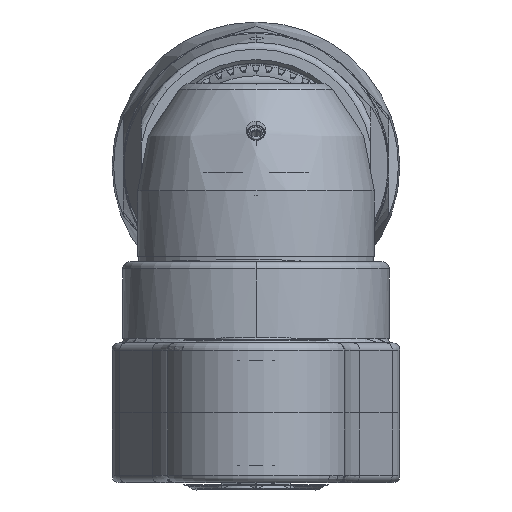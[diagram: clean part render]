
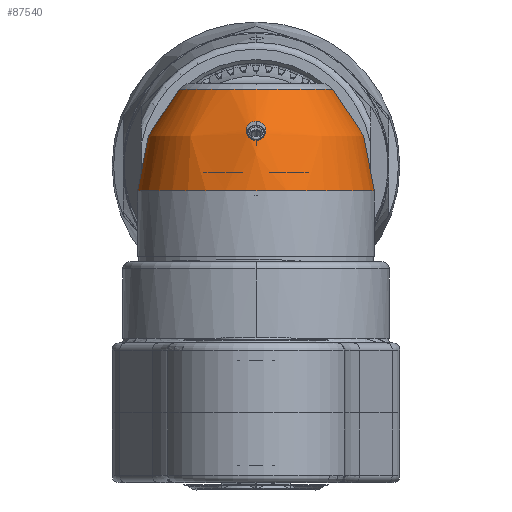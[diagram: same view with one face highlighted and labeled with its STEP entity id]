
A CAD part, left-side view. The second image highlights one B-rep face of the part: STEP entity #87540.
In plain terms, the highlighted free-form (B-spline) face has degree [3, 3] with [7, 4] control points.
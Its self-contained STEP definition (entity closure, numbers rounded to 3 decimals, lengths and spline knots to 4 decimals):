
#75411=CARTESIAN_POINT('',(-9.9295,0.0791,0.6633));
#75412=DIRECTION('',(0.,0.,1.));
#75413=DIRECTION('',(0.646,0.764,0.));
#75414=AXIS2_PLACEMENT_3D('',#75411,#75412,#75413);
#75416=CARTESIAN_POINT('',(-10.8781,0.0791,
0.2282));
#75417=CARTESIAN_POINT('',(-10.8781,0.0699,
0.2282));
#75418=CARTESIAN_POINT('',(-10.8769,0.0523,
0.2307));
#75419=CARTESIAN_POINT('',(-10.871,0.0269,
0.2431));
#75420=CARTESIAN_POINT('',(-10.8623,0.0081,
0.2614));
#75421=CARTESIAN_POINT('',(-10.8513,-0.0039,
0.2847));
#75422=CARTESIAN_POINT('',(-10.8393,-0.0073,
0.3103));
#75423=CARTESIAN_POINT('',(-10.8277,-0.0021,
0.3354));
#75424=CARTESIAN_POINT('',(-10.8176,0.0109,
0.3574));
#75425=CARTESIAN_POINT('',(-10.8099,0.0297,
0.3743));
#75426=CARTESIAN_POINT('',(-10.805,0.0534,
0.3853));
#75427=CARTESIAN_POINT('',(-10.8039,0.0702,
0.3878));
#75428=CARTESIAN_POINT('',(-10.8039,0.0791,
0.3878));
#75430=CARTESIAN_POINT('',(-10.8039,0.0791,
0.3878));
#75431=CARTESIAN_POINT('',(-10.8039,0.0857,
0.3878));
#75432=CARTESIAN_POINT('',(-10.8045,0.0985,
0.3864));
#75433=CARTESIAN_POINT('',(-10.8074,0.1176,
0.3799));
#75434=CARTESIAN_POINT('',(-10.8121,0.1342,
0.3695));
#75435=CARTESIAN_POINT('',(-10.8182,0.1475,
0.3562));
#75436=CARTESIAN_POINT('',(-10.8251,0.1571,
0.341));
#75437=CARTESIAN_POINT('',(-10.8332,0.1632,
0.3236));
#75438=CARTESIAN_POINT('',(-10.8425,0.165,0.3035));
#75439=CARTESIAN_POINT('',(-10.8532,0.1605,
0.2808));
#75440=CARTESIAN_POINT('',(-10.8632,0.1484,
0.2594));
#75441=CARTESIAN_POINT('',(-10.8716,0.1294,
0.2419));
#75442=CARTESIAN_POINT('',(-10.877,0.1048,
0.2305));
#75443=CARTESIAN_POINT('',(-10.8781,0.0879,
0.2282));
#75444=CARTESIAN_POINT('',(-10.8781,0.0791,
0.2282));
#75451=CARTESIAN_POINT('',(-9.9295,0.0791,-0.218));
#75452=DIRECTION('',(0.,0.,1.));
#75453=DIRECTION('',(0.566,0.825,0.));
#75454=AXIS2_PLACEMENT_3D('',#75451,#75452,#75453);
#75484=CARTESIAN_POINT('',(-9.4985,-0.4306,
0.6632));
#75485=CARTESIAN_POINT('',(-9.4971,-0.4606,
0.6394));
#75486=CARTESIAN_POINT('',(-9.4935,-0.5201,
0.5859));
#75487=CARTESIAN_POINT('',(-9.4833,-0.6046,
0.4868));
#75488=CARTESIAN_POINT('',(-9.4667,-0.6799,
0.3669));
#75489=CARTESIAN_POINT('',(-9.4435,-0.7378,
0.2318));
#75490=CARTESIAN_POINT('',(-9.4145,-0.7746,
0.0853));
#75491=CARTESIAN_POINT('',(-9.3815,-0.7872,
-0.0662));
#75492=CARTESIAN_POINT('',(-9.358,-0.7792,
-0.1676));
#75493=CARTESIAN_POINT('',(-9.3461,-0.771,
-0.218));
#75591=CARTESIAN_POINT('',(-9.3461,0.9292,
-0.218));
#75592=CARTESIAN_POINT('',(-9.358,0.9374,
-0.1676));
#75593=CARTESIAN_POINT('',(-9.3815,0.9454,
-0.0664));
#75594=CARTESIAN_POINT('',(-9.4146,0.9327,
0.0858));
#75595=CARTESIAN_POINT('',(-9.4435,0.896,
0.2318));
#75596=CARTESIAN_POINT('',(-9.4667,0.8381,
0.3668));
#75597=CARTESIAN_POINT('',(-9.4833,0.7627,
0.487));
#75598=CARTESIAN_POINT('',(-9.4935,0.6781,
0.5861));
#75599=CARTESIAN_POINT('',(-9.4972,0.6187,
0.6394));
#75600=CARTESIAN_POINT('',(-9.4985,0.5888,
0.6632));
#83366=VERTEX_POINT('',#75484);
#83367=VERTEX_POINT('',#75493);
#83370=VERTEX_POINT('',#75591);
#83371=VERTEX_POINT('',#75600);
#85075=VERTEX_POINT('',#75428);
#85076=VERTEX_POINT('',#75416);
#87496=CARTESIAN_POINT('',(-9.1952,0.8026,
-0.2376));
#87497=CARTESIAN_POINT('',(-9.1913,0.8064,
0.1112));
#87498=CARTESIAN_POINT('',(-9.286,0.7131,
0.4336));
#87499=CARTESIAN_POINT('',(-9.4639,0.5378,
0.677));
#87500=CARTESIAN_POINT('',(-9.9566,1.5753,
-0.2376));
#87501=CARTESIAN_POINT('',(-9.9567,1.5832,
0.1112));
#87502=CARTESIAN_POINT('',(-9.9532,1.3902,
0.4336));
#87503=CARTESIAN_POINT('',(-9.9466,1.0278,
0.677));
#87504=CARTESIAN_POINT('',(-10.9603,1.1639,
-0.2376));
#87505=CARTESIAN_POINT('',(-10.9658,1.1696,
0.1112));
#87506=CARTESIAN_POINT('',(-10.8328,1.0297,
0.4336));
#87507=CARTESIAN_POINT('',(-10.5831,0.7669,
0.677));
#87508=CARTESIAN_POINT('',(-10.9603,0.0791,
-0.2376));
#87509=CARTESIAN_POINT('',(-10.9658,0.0791,
0.1112));
#87510=CARTESIAN_POINT('',(-10.8328,0.0791,
0.4336));
#87511=CARTESIAN_POINT('',(-10.5831,0.0791,
0.677));
#87512=CARTESIAN_POINT('',(-10.9603,-1.0057,
-0.2376));
#87513=CARTESIAN_POINT('',(-10.9658,-1.0114,
0.1112));
#87514=CARTESIAN_POINT('',(-10.8328,-0.8715,
0.4336));
#87515=CARTESIAN_POINT('',(-10.5831,-0.6087,
0.677));
#87516=CARTESIAN_POINT('',(-9.9566,-1.4171,
-0.2376));
#87517=CARTESIAN_POINT('',(-9.9567,-1.4251,
0.1112));
#87518=CARTESIAN_POINT('',(-9.9532,-1.232,
0.4336));
#87519=CARTESIAN_POINT('',(-9.9466,-0.8696,
0.677));
#87520=CARTESIAN_POINT('',(-9.1952,-0.6444,
-0.2376));
#87521=CARTESIAN_POINT('',(-9.1913,-0.6483,
0.1112));
#87522=CARTESIAN_POINT('',(-9.286,-0.5549,
0.4336));
#87523=CARTESIAN_POINT('',(-9.4639,-0.3797,
0.677));
#87524=(BOUNDED_SURFACE()B_SPLINE_SURFACE(3,3,((#87496,#87497,#87498,#87499),(
#87500,#87501,#87502,#87503),(#87504,#87505,#87506,#87507),(#87508,#87509,
#87510,#87511),(#87512,#87513,#87514,#87515),(#87516,#87517,#87518,#87519),(
#87520,#87521,#87522,#87523)),.UNSPECIFIED.,.F.,.F.,.F.)B_SPLINE_SURFACE_WITH_KNOTS((4,3,4),(4,4),(0.,1.,2.),(0.,1.),.UNSPECIFIED.)GEOMETRIC_REPRESENTATION_ITEM()RATIONAL_B_SPLINE_SURFACE(((1.512,1.429,
1.429,1.512),(0.886,0.838,
0.838,0.886),(0.886,0.838,
0.838,0.886),(1.512,1.429,
1.429,1.512),(0.886,0.838,
0.838,0.886),(0.886,0.838,
0.838,0.886),(1.512,1.429,
1.429,1.512)))REPRESENTATION_ITEM('')SURFACE());
#87526=ORIENTED_EDGE('',*,*,#87525,.F.);
#87528=ORIENTED_EDGE('',*,*,#87527,.T.);
#87529=ORIENTED_EDGE('',*,*,#87489,.T.);
#87531=ORIENTED_EDGE('',*,*,#87530,.T.);
#87532=EDGE_LOOP('',(#87526,#87528,#87529,#87531));
#87533=FACE_OUTER_BOUND('',#87532,.F.);
#87535=ORIENTED_EDGE('',*,*,#87534,.T.);
#87537=ORIENTED_EDGE('',*,*,#87536,.T.);
#87538=EDGE_LOOP('',(#87535,#87537));
#87539=FACE_BOUND('',#87538,.F.);
#87540=ADVANCED_FACE('',(#87533,#87539),#87524,.T.);
#75415=CIRCLE('',#75414,0.6675);
#75429=B_SPLINE_CURVE_WITH_KNOTS('',3,(#75416,#75417,#75418,#75419,#75420,
#75421,#75422,#75423,#75424,#75425,#75426,#75427,#75428),.UNSPECIFIED.,.F.,.F.,(
4,1,1,1,1,1,1,1,1,1,4),(0.,0.1,0.2,0.3,0.4,0.5,0.6,0.7,0.8,
0.9,1.),.UNSPECIFIED.);
#75445=B_SPLINE_CURVE_WITH_KNOTS('',3,(#75430,#75431,#75432,#75433,#75434,
#75435,#75436,#75437,#75438,#75439,#75440,#75441,#75442,#75443,#75444),
.UNSPECIFIED.,.F.,.F.,(4,1,1,1,1,1,1,1,1,1,1,1,4),(0.,0.0833,
0.1667,0.25,0.3333,0.4167,0.5,
0.5833,0.6667,0.75,0.8333,0.9167,
1.),.UNSPECIFIED.);
#75455=CIRCLE('',#75454,1.031);
#75494=B_SPLINE_CURVE_WITH_KNOTS('',3,(#75484,#75485,#75486,#75487,#75488,
#75489,#75490,#75491,#75492,#75493),.UNSPECIFIED.,.F.,.F.,(4,1,1,1,1,1,1,4),(
0.,0.1429,0.2857,0.4286,0.5714,
0.7143,0.8571,1.),.UNSPECIFIED.);
#75601=B_SPLINE_CURVE_WITH_KNOTS('',3,(#75591,#75592,#75593,#75594,#75595,
#75596,#75597,#75598,#75599,#75600),.UNSPECIFIED.,.F.,.F.,(4,1,1,1,1,1,1,4),(
0.,0.1429,0.2857,0.4286,0.5714,
0.7143,0.8571,1.),.UNSPECIFIED.);
#87489=EDGE_CURVE('',#83371,#83366,#75415,.T.);
#87525=EDGE_CURVE('',#83370,#83367,#75455,.T.);
#87527=EDGE_CURVE('',#83370,#83371,#75601,.T.);
#87530=EDGE_CURVE('',#83366,#83367,#75494,.T.);
#87534=EDGE_CURVE('',#85076,#85075,#75429,.T.);
#87536=EDGE_CURVE('',#85075,#85076,#75445,.T.);
